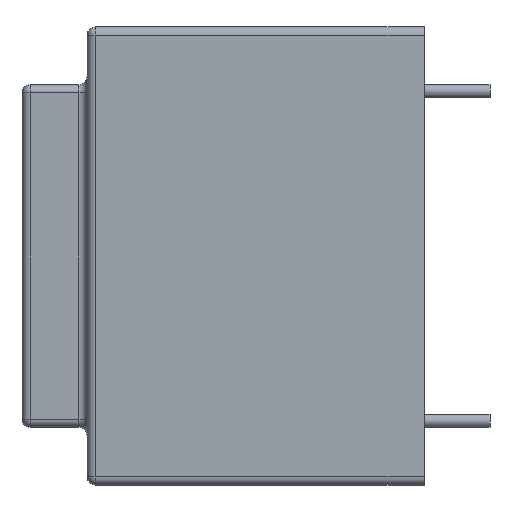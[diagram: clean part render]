
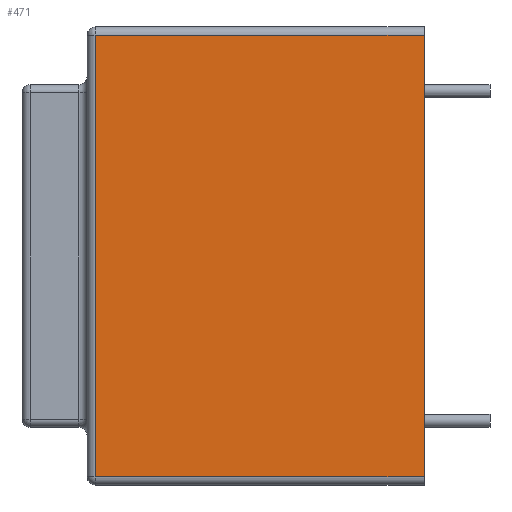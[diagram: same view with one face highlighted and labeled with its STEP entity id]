
A CAD part, left-side view. The second image highlights one B-rep face of the part: STEP entity #471.
In plain terms, the highlighted planar face has unit normal (-1, 0, 0).
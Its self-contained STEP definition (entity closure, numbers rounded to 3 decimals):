
#42 = VECTOR ( 'NONE', #1497, 1000. ) ;
#75 = CARTESIAN_POINT ( 'NONE',  ( -16.4, 19.95, 13.4 ) ) ;
#138 = CARTESIAN_POINT ( 'NONE',  ( -16.4, 19.95, -13.4 ) ) ;
#142 = VERTEX_POINT ( 'NONE', #1188 ) ;
#258 = PLANE ( 'NONE',  #638 ) ;
#277 = CARTESIAN_POINT ( 'NONE',  ( -16.4, 20.45, 13.9 ) ) ;
#281 = CARTESIAN_POINT ( 'NONE',  ( -16.4, 0., -13.4 ) ) ;
#290 = VERTEX_POINT ( 'NONE', #75 ) ;
#322 = EDGE_CURVE ( 'NONE', #390, #1630, #1531, .T. ) ;
#358 = CARTESIAN_POINT ( 'NONE',  ( -16.4, 20.45, -13.4 ) ) ;
#390 = VERTEX_POINT ( 'NONE', #138 ) ;
#417 = DIRECTION ( 'NONE',  ( 1., 0., 0. ) ) ;
#471 = ADVANCED_FACE ( 'NONE', ( #1714 ), #258, .F. ) ;
#484 = CARTESIAN_POINT ( 'NONE',  ( -16.4, 0., 13.9 ) ) ;
#519 = DIRECTION ( 'NONE',  ( 0., 0., 1. ) ) ;
#563 = ORIENTED_EDGE ( 'NONE', *, *, #322, .T. ) ;
#603 = LINE ( 'NONE', #745, #1325 ) ;
#621 = LINE ( 'NONE', #906, #42 ) ;
#638 = AXIS2_PLACEMENT_3D ( 'NONE', #277, #417, #1010 ) ;
#658 = ORIENTED_EDGE ( 'NONE', *, *, #1659, .T. ) ;
#726 = EDGE_CURVE ( 'NONE', #142, #290, #603, .T. ) ;
#730 = ORIENTED_EDGE ( 'NONE', *, *, #1004, .T. ) ;
#731 = VECTOR ( 'NONE', #1113, 1000. ) ;
#733 = VECTOR ( 'NONE', #519, 1000. ) ;
#745 = CARTESIAN_POINT ( 'NONE',  ( -16.4, 20.45, 13.4 ) ) ;
#760 = LINE ( 'NONE', #484, #733 ) ;
#777 = ORIENTED_EDGE ( 'NONE', *, *, #726, .T. ) ;
#906 = CARTESIAN_POINT ( 'NONE',  ( -16.4, 19.95, 13.9 ) ) ;
#1004 = EDGE_CURVE ( 'NONE', #1630, #142, #760, .T. ) ;
#1010 = DIRECTION ( 'NONE',  ( 0., 0., -1. ) ) ;
#1113 = DIRECTION ( 'NONE',  ( 0., -1., 0. ) ) ;
#1188 = CARTESIAN_POINT ( 'NONE',  ( -16.4, 0., 13.4 ) ) ;
#1205 = DIRECTION ( 'NONE',  ( 0., 1., 0. ) ) ;
#1325 = VECTOR ( 'NONE', #1205, 1000. ) ;
#1484 = EDGE_LOOP ( 'NONE', ( #658, #563, #730, #777 ) ) ;
#1497 = DIRECTION ( 'NONE',  ( 0., 0., -1. ) ) ;
#1531 = LINE ( 'NONE', #358, #731 ) ;
#1630 = VERTEX_POINT ( 'NONE', #281 ) ;
#1659 = EDGE_CURVE ( 'NONE', #290, #390, #621, .T. ) ;
#1714 = FACE_OUTER_BOUND ( 'NONE', #1484, .T. ) ;
